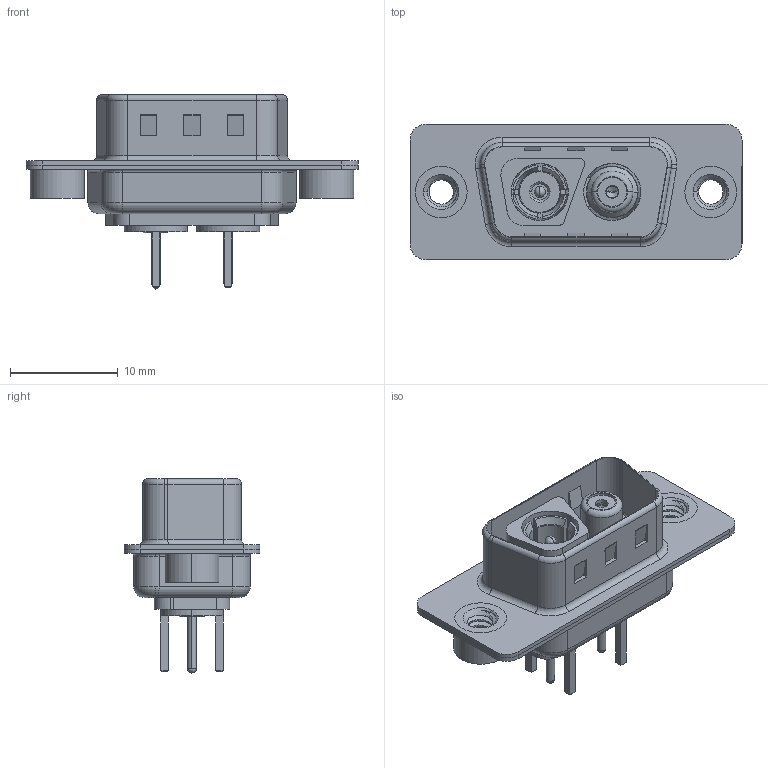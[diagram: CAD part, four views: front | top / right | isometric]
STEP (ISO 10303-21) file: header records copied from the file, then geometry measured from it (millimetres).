
FILE_DESCRIPTION (( 'STEP AP203' ), '1' );
FILE_NAME ('627-2WK2224-5N2.STEP', '2019-05-24T02:18:15', ( '' ), ( '' ), 'SwSTEP 2.0', 'SolidWorks 2016', '' );
FILE_SCHEMA (( 'CONFIG_CONTROL_DESIGN' ));
Length unit declared in the file: millimetre
Products named in the file (15): Insulator Socket 2; 627Combo Threaded Rivet_2; Socket_Str; Co-Ax Plug_Straight PC Tail; Co-Ax Jack Assy_S; Insulator Pin_Straight PC Tail; 627-2WK2224-5N2; Pin_Str; Locking Collar; Co-Ax Plug Assy_S; 627Combo Housing_2WK2; Co-Ax Jack_Straight PC Tail; 627Combo Shell Rear_09 Contacts; Insulator Socket; 627Combo Shell Front_09 Contacts
Assembly tree (16 placements, depth 3):
  627-2WK2224-5N2
    627Combo Housing_2WK2
    627Combo Shell Rear_09 Contacts
    627Combo Shell Front_09 Contacts
    627Combo Threaded Rivet_2  x2
    Co-Ax Plug Assy_S
      Co-Ax Plug_Straight PC Tail
      Insulator Pin_Straight PC Tail
      Pin_Str
      Locking Collar
    Co-Ax Jack Assy_S
      Co-Ax Jack_Straight PC Tail
      Insulator Socket
      Insulator Socket 2
      Locking Collar
      Socket_Str
Bounding box: 30.8 x 12.6 x 18 mm (x, y, z)
Volume: 1457.4 mm3; surface area: 4544.3 mm2
Topology: 14 solids, 14 shells, 552 faces, 1338 edges, 842 vertices
Faces by surface type: cylinder 226, plane 216, torus 58, cone 36, bspline 10, sphere 6
Entity records: 18139 total; most frequent: CARTESIAN_POINT 4238, DIRECTION 2730, ORIENTED_EDGE 2448, EDGE_CURVE 1224, AXIS2_PLACEMENT_3D 1055, VERTEX_POINT 776, VECTOR 620, LINE 620
